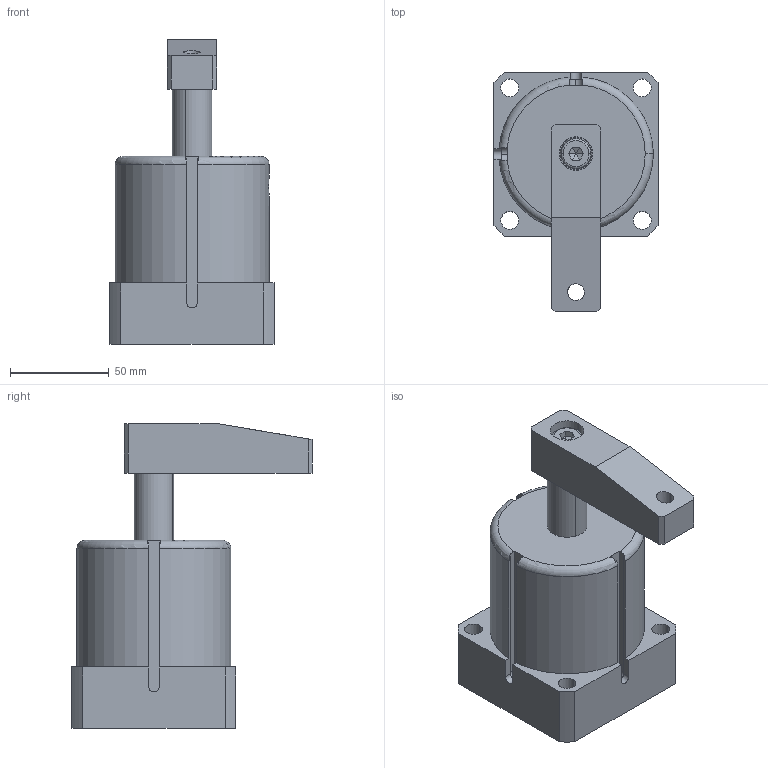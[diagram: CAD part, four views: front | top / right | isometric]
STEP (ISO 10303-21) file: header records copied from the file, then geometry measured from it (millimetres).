
FILE_DESCRIPTION (( 'STEP AP203' ), '1' );
FILE_NAME ('HASC-MS63S.STEP', '2019-10-14T10:57:22', ( '微软用户' ), ( '微软中国' ), 'SwSTEP 2.0', 'SolidWorks 2012', '' );
FILE_SCHEMA (( 'CONFIG_CONTROL_DESIGN' ));
Length unit declared in the file: millimetre
Products named in the file (5): HASC-MS63S; hex lobular socket head cap screws-8.8 gb_GB_HEXAGON_TYPE22 M10X20-N; HASC-MS63S活塞杆; HASC-MS63S等旋; HASC-MS63-掛极
Assembly tree (4 placements, depth 2):
  HASC-MS63S
    HASC-MS63-掛极
    HASC-MS63S等旋
    HASC-MS63S活塞杆
    hex lobular socket head cap screws-8.8 gb_GB_HEXAGON_TYPE22 M10X20-N
Bounding box: 83 x 121.5 x 154 mm (x, y, z)
Volume: 468007.1 mm3; surface area: 90811.5 mm2
Topology: 4 solids, 4 shells, 192 faces, 479 edges, 310 vertices
Faces by surface type: plane 101, cylinder 47, bspline 16, torus 14, cone 14
Entity records: 7142 total; most frequent: CARTESIAN_POINT 2072, ORIENTED_EDGE 954, DIRECTION 923, EDGE_CURVE 477, AXIS2_PLACEMENT_3D 325, VERTEX_POINT 310, VECTOR 273, LINE 273
